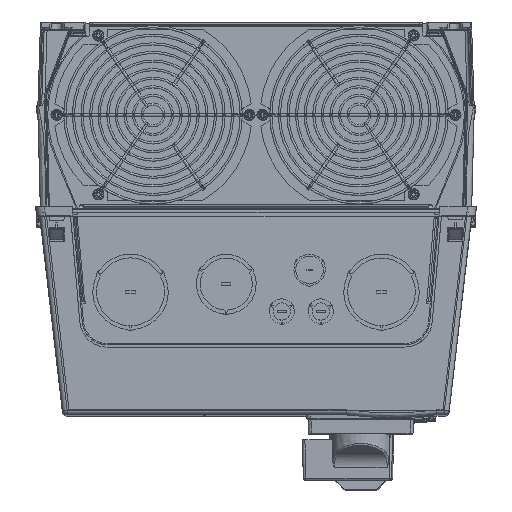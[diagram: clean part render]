
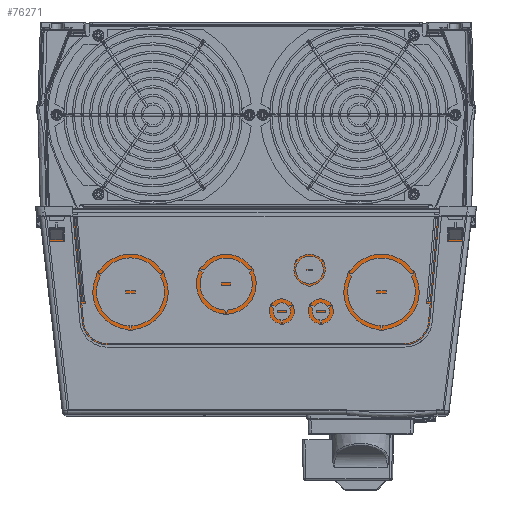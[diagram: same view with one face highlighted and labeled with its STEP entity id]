
A CAD part, top view. The second image highlights one B-rep face of the part: STEP entity #76271.
In plain terms, the highlighted planar face has unit normal (0, 0, 1).
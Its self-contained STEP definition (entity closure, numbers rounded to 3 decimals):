
#2608=DIRECTION('',(-1.,0.,0.));
#2609=VECTOR('',#2608,24.982);
#2610=CARTESIAN_POINT('',(-152.169,-9.5,360.));
#2611=LINE('',#2610,#2609);
#2648=DIRECTION('',(-1.,0.,0.));
#2649=VECTOR('',#2648,24.983);
#2650=CARTESIAN_POINT('',(177.152,-9.5,360.));
#2651=LINE('',#2650,#2649);
#2660=DIRECTION('',(-1.,0.,0.));
#2661=VECTOR('',#2660,301.326);
#2662=CARTESIAN_POINT('',(150.663,-9.5,360.));
#2663=LINE('',#2662,#2661);
#2718=DIRECTION('',(0.087,-0.996,0.));
#2719=VECTOR('',#2718,65.464);
#2720=CARTESIAN_POINT('',(-152.169,-9.5,360.));
#2721=LINE('',#2720,#2719);
#2722=DIRECTION('',(0.996,0.087,0.));
#2723=VECTOR('',#2722,1.5);
#2724=CARTESIAN_POINT('',(-146.463,-74.715,360.));
#2725=LINE('',#2724,#2723);
#2726=DIRECTION('',(-0.087,0.996,0.));
#2727=VECTOR('',#2726,65.332);
#2728=CARTESIAN_POINT('',(-144.969,-74.584,360.));
#2729=LINE('',#2728,#2727);
#2730=DIRECTION('',(-0.087,-0.996,0.));
#2731=VECTOR('',#2730,65.332);
#2732=CARTESIAN_POINT('',(150.663,-9.5,360.));
#2733=LINE('',#2732,#2731);
#2734=DIRECTION('',(0.087,0.996,0.));
#2735=VECTOR('',#2734,65.464);
#2736=CARTESIAN_POINT('',(146.463,-74.715,360.));
#2737=LINE('',#2736,#2735);
#2738=DIRECTION('',(-0.115,-0.993,0.));
#2739=VECTOR('',#2738,156.275);
#2740=CARTESIAN_POINT('',(177.152,-9.5,360.));
#2741=LINE('',#2740,#2739);
#2742=CARTESIAN_POINT('',(157.204,-164.509,360.));
#2743=DIRECTION('',(0.,0.,-1.));
#2744=DIRECTION('',(0.993,-0.115,0.));
#2745=AXIS2_PLACEMENT_3D('',#2742,#2743,#2744);
#2747=DIRECTION('',(-0.997,0.075,0.));
#2748=VECTOR('',#2747,5.335);
#2749=CARTESIAN_POINT('',(74.22,-166.509,360.));
#2750=LINE('',#2749,#2748);
#2751=CARTESIAN_POINT('',(-157.249,-164.109,360.));
#2752=DIRECTION('',(0.,0.,-1.));
#2753=DIRECTION('',(0.,-1.,0.));
#2754=AXIS2_PLACEMENT_3D('',#2751,#2752,#2753);
#2756=DIRECTION('',(-0.115,0.993,0.));
#2757=VECTOR('',#2756,155.875);
#2758=CARTESIAN_POINT('',(-159.235,-164.342,360.));
#2759=LINE('',#2758,#2757);
#4468=DIRECTION('',(-0.996,0.087,0.));
#4469=VECTOR('',#4468,1.5);
#4470=CARTESIAN_POINT('',(146.463,-74.715,360.));
#4471=LINE('',#4470,#4469);
#6227=DIRECTION('',(1.,0.,0.));
#6228=VECTOR('',#6227,226.149);
#6229=CARTESIAN_POINT('',(-157.249,-166.109,360.));
#6230=LINE('',#6229,#6228);
#6239=DIRECTION('',(1.,0.,0.));
#6240=VECTOR('',#6239,82.987);
#6241=CARTESIAN_POINT('',(74.22,-166.509,360.));
#6242=LINE('',#6241,#6240);
#63229=CARTESIAN_POINT('',(-152.169,-9.5,360.));
#63231=VERTEX_POINT('',#63229);
#63233=CARTESIAN_POINT('',(-177.151,-9.5,360.));
#63234=VERTEX_POINT('',#63233);
#63304=CARTESIAN_POINT('',(177.152,-9.5,360.));
#63305=VERTEX_POINT('',#63304);
#63306=CARTESIAN_POINT('',(152.169,-9.5,360.));
#63307=VERTEX_POINT('',#63306);
#63312=CARTESIAN_POINT('',(150.663,-9.5,360.));
#63313=VERTEX_POINT('',#63312);
#63314=CARTESIAN_POINT('',(-150.663,-9.5,360.));
#63315=VERTEX_POINT('',#63314);
#63334=CARTESIAN_POINT('',(-146.463,-74.715,360.));
#63335=VERTEX_POINT('',#63334);
#63338=CARTESIAN_POINT('',(-144.969,-74.584,360.));
#63339=VERTEX_POINT('',#63338);
#63354=CARTESIAN_POINT('',(144.969,-74.584,360.));
#63355=VERTEX_POINT('',#63354);
#63356=CARTESIAN_POINT('',(146.463,-74.715,360.));
#63357=VERTEX_POINT('',#63356);
#63358=CARTESIAN_POINT('',(159.19,-164.739,360.));
#63359=VERTEX_POINT('',#63358);
#63360=CARTESIAN_POINT('',(157.207,-166.509,360.));
#63361=VERTEX_POINT('',#63360);
#63362=CARTESIAN_POINT('',(74.22,-166.509,360.));
#63363=VERTEX_POINT('',#63362);
#63364=CARTESIAN_POINT('',(68.9,-166.109,360.));
#63365=VERTEX_POINT('',#63364);
#63366=CARTESIAN_POINT('',(-157.249,-166.109,360.));
#63367=VERTEX_POINT('',#63366);
#63368=CARTESIAN_POINT('',(-159.235,-164.343,360.));
#63369=VERTEX_POINT('',#63368);
#76237=CARTESIAN_POINT('',(0.,0.,360.));
#76238=DIRECTION('',(0.,0.,1.));
#76239=DIRECTION('',(1.,0.,0.));
#76240=AXIS2_PLACEMENT_3D('',#76237,#76238,#76239);
#76241=PLANE('',#76240);
#76242=ORIENTED_EDGE('',*,*,#76170,.T.);
#76244=ORIENTED_EDGE('',*,*,#76243,.T.);
#76245=ORIENTED_EDGE('',*,*,#76209,.T.);
#76246=ORIENTED_EDGE('',*,*,#76138,.F.);
#76248=ORIENTED_EDGE('',*,*,#76247,.T.);
#76250=ORIENTED_EDGE('',*,*,#76249,.F.);
#76252=ORIENTED_EDGE('',*,*,#76251,.T.);
#76253=ORIENTED_EDGE('',*,*,#76130,.F.);
#76255=ORIENTED_EDGE('',*,*,#76254,.T.);
#76257=ORIENTED_EDGE('',*,*,#76256,.T.);
#76259=ORIENTED_EDGE('',*,*,#76258,.F.);
#76261=ORIENTED_EDGE('',*,*,#76260,.T.);
#76263=ORIENTED_EDGE('',*,*,#76262,.F.);
#76265=ORIENTED_EDGE('',*,*,#76264,.T.);
#76267=ORIENTED_EDGE('',*,*,#76266,.T.);
#76268=ORIENTED_EDGE('',*,*,#76056,.F.);
#76269=EDGE_LOOP('',(#76242,#76244,#76245,#76246,#76248,#76250,#76252,#76253,
#76255,#76257,#76259,#76261,#76263,#76265,#76267,#76268));
#76270=FACE_OUTER_BOUND('',#76269,.F.);
#76271=ADVANCED_FACE('',(#76270),#76241,.T.);
#2746=CIRCLE('',#2745,2.);
#2755=CIRCLE('',#2754,2.);
#76056=EDGE_CURVE('',#63231,#63234,#2611,.T.);
#76130=EDGE_CURVE('',#63305,#63307,#2651,.T.);
#76138=EDGE_CURVE('',#63313,#63315,#2663,.T.);
#76170=EDGE_CURVE('',#63231,#63335,#2721,.T.);
#76209=EDGE_CURVE('',#63339,#63315,#2729,.T.);
#76243=EDGE_CURVE('',#63335,#63339,#2725,.T.);
#76247=EDGE_CURVE('',#63313,#63355,#2733,.T.);
#76249=EDGE_CURVE('',#63357,#63355,#4471,.T.);
#76251=EDGE_CURVE('',#63357,#63307,#2737,.T.);
#76254=EDGE_CURVE('',#63305,#63359,#2741,.T.);
#76256=EDGE_CURVE('',#63359,#63361,#2746,.T.);
#76258=EDGE_CURVE('',#63363,#63361,#6242,.T.);
#76260=EDGE_CURVE('',#63363,#63365,#2750,.T.);
#76262=EDGE_CURVE('',#63367,#63365,#6230,.T.);
#76264=EDGE_CURVE('',#63367,#63369,#2755,.T.);
#76266=EDGE_CURVE('',#63369,#63234,#2759,.T.);
